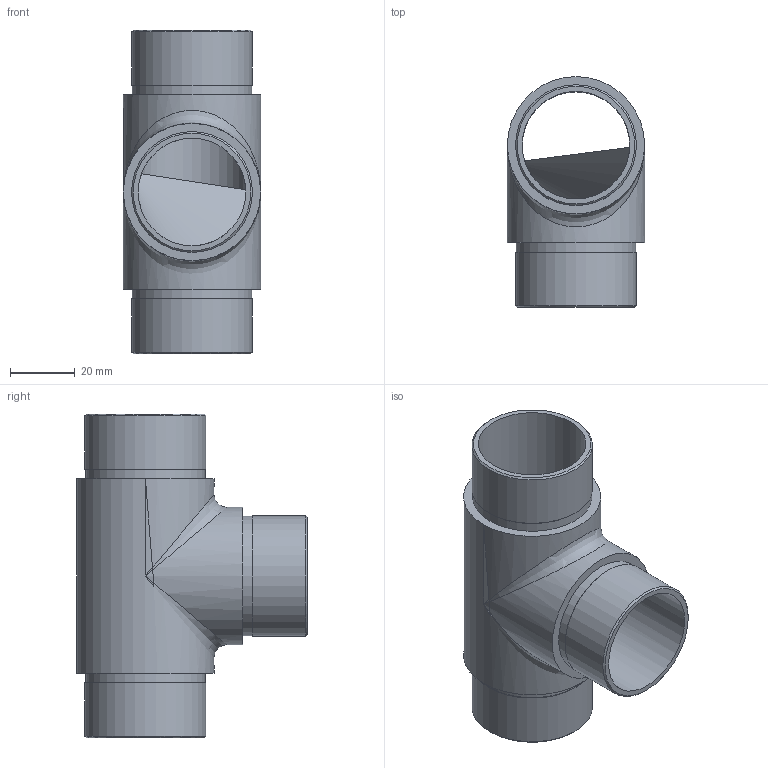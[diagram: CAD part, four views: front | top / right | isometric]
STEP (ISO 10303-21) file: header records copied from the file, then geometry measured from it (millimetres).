
FILE_DESCRIPTION (( 'STEP AP203' ), '1' );
FILE_NAME ('56210-320-25.step', '2020-03-02T15:34:12', ( '' ), ( '' ), 'SwSTEP 2.0', 'SolidWorks 2015', '' );
FILE_SCHEMA (( 'CONFIG_CONTROL_DESIGN' ));
Length unit declared in the file: millimetre
Products named in the file (2): 56210-320-25
Bounding box: 42.4 x 71.2 x 100 mm (x, y, z)
Volume: 49502.8 mm3; surface area: 30457.1 mm2
Topology: 1 solids, 1 shells, 277 faces, 732 edges, 484 vertices
Faces by surface type: bspline 125, plane 113, cylinder 36, cone 3
Full cylindrical faces by diameter (mm): 33.2 x2, 36.9 x3, 37.3 x3, 42.4 x2
Entity records: 13897 total; most frequent: CARTESIAN_POINT 7842, ORIENTED_EDGE 1416, DIRECTION 839, EDGE_CURVE 708, VERTEX_POINT 479, EDGE_LOOP 327, VECTOR 321, LINE 321
